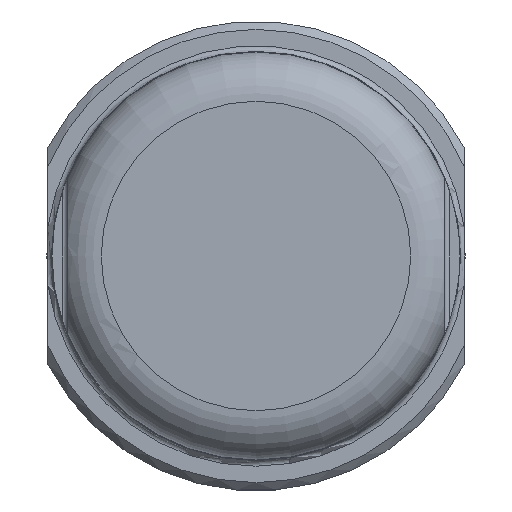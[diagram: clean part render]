
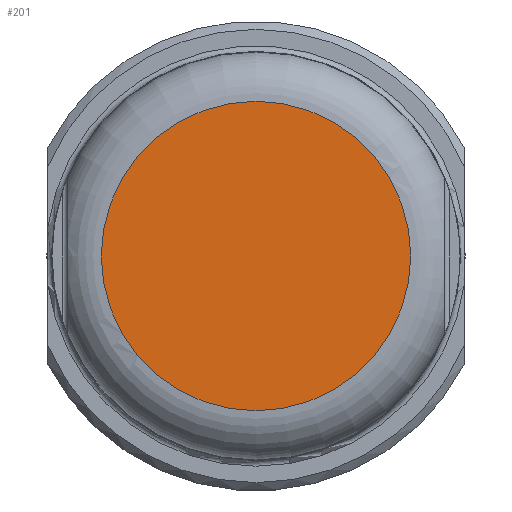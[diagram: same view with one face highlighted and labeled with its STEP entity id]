
A CAD part, front view. The second image highlights one B-rep face of the part: STEP entity #201.
In plain terms, the highlighted planar face has unit normal (0, -1, 0).
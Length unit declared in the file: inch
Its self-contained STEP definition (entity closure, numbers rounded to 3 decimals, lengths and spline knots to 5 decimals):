
#201=ADVANCED_FACE('',(#232),#216,.F.);
#216=PLANE('',#548);
#232=FACE_OUTER_BOUND('',#268,.T.);
#268=EDGE_LOOP('',(#366));
#366=ORIENTED_EDGE('',*,*,#476,.T.);
#426=VERTEX_POINT('',#898);
#476=EDGE_CURVE('',#426,#426,#504,.T.);
#504=CIRCLE('',#546,0.2825);
#546=AXIS2_PLACEMENT_3D('',#897,#653,#654);
#548=AXIS2_PLACEMENT_3D('',#928,#657,#658);
#653=DIRECTION('',(0.,-1.,0.));
#654=DIRECTION('',(-1.,0.,0.));
#657=DIRECTION('',(0.,1.,0.));
#658=DIRECTION('',(-1.,0.,0.));
#897=CARTESIAN_POINT('',(0.,-3.1235,0.));
#898=CARTESIAN_POINT('',(-0.2825,-3.1235,0.));
#928=CARTESIAN_POINT('',(-0.3725,-3.1235,0.));
